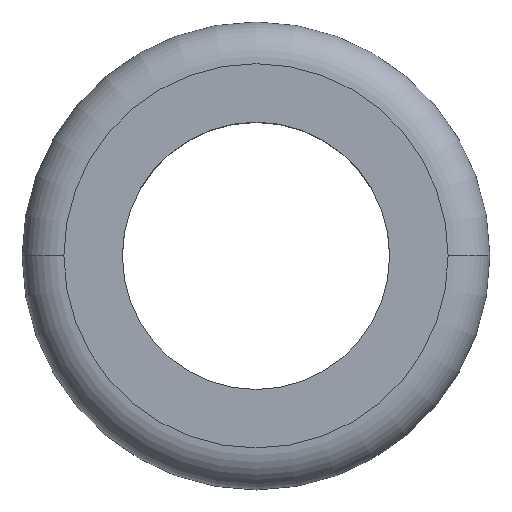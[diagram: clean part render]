
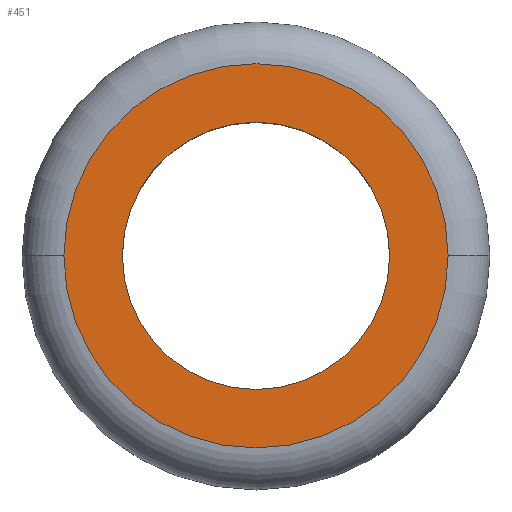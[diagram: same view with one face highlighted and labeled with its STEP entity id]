
A CAD part, top view. The second image highlights one B-rep face of the part: STEP entity #451.
In plain terms, the highlighted planar face has unit normal (0, 0, 1).
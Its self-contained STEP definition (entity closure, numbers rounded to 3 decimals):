
#16 = DIRECTION ( 'NONE',  ( -1., 0., 0. ) ) ;
#20 = CARTESIAN_POINT ( 'NONE',  ( 103.799, 0., 142.571 ) ) ;
#26 = CIRCLE ( 'NONE', #45, 4. ) ;
#37 = CARTESIAN_POINT ( 'NONE',  ( 98.049, 0., 142.571 ) ) ;
#38 = AXIS2_PLACEMENT_3D ( 'NONE', #139, #461, #287 ) ;
#40 = DIRECTION ( 'NONE',  ( 0., 0., -1. ) ) ;
#45 = AXIS2_PLACEMENT_3D ( 'NONE', #278, #460, #61 ) ;
#57 = ORIENTED_EDGE ( 'NONE', *, *, #394, .T. ) ;
#59 = VERTEX_POINT ( 'NONE', #246 ) ;
#61 = DIRECTION ( 'NONE',  ( -1., 0., 0. ) ) ;
#63 = EDGE_CURVE ( 'NONE', #184, #226, #364, .T. ) ;
#101 = VERTEX_POINT ( 'NONE', #210 ) ;
#120 = FACE_OUTER_BOUND ( 'NONE', #396, .T. ) ;
#139 = CARTESIAN_POINT ( 'NONE',  ( 107.799, 0., 142.571 ) ) ;
#184 = VERTEX_POINT ( 'NONE', #37 ) ;
#190 = CIRCLE ( 'NONE', #236, 5.75 ) ;
#195 = ORIENTED_EDGE ( 'NONE', *, *, #284, .T. ) ;
#197 = CARTESIAN_POINT ( 'NONE',  ( 109.549, 0., 142.571 ) ) ;
#200 = PLANE ( 'NONE',  #38 ) ;
#207 = FACE_BOUND ( 'NONE', #376, .T. ) ;
#210 = CARTESIAN_POINT ( 'NONE',  ( 99.799, 0., 142.571 ) ) ;
#218 = CARTESIAN_POINT ( 'NONE',  ( 103.799, 0., 142.571 ) ) ;
#226 = VERTEX_POINT ( 'NONE', #197 ) ;
#231 = DIRECTION ( 'NONE',  ( -1., 0., 0. ) ) ;
#236 = AXIS2_PLACEMENT_3D ( 'NONE', #353, #313, #231 ) ;
#246 = CARTESIAN_POINT ( 'NONE',  ( 107.799, 0., 142.571 ) ) ;
#278 = CARTESIAN_POINT ( 'NONE',  ( 103.799, 0., 142.571 ) ) ;
#284 = EDGE_CURVE ( 'NONE', #59, #101, #26, .T. ) ;
#287 = DIRECTION ( 'NONE',  ( -1., 0., 0. ) ) ;
#298 = ORIENTED_EDGE ( 'NONE', *, *, #63, .F. ) ;
#313 = DIRECTION ( 'NONE',  ( 0., 0., -1. ) ) ;
#345 = EDGE_CURVE ( 'NONE', #226, #184, #190, .T. ) ;
#352 = ORIENTED_EDGE ( 'NONE', *, *, #345, .F. ) ;
#353 = CARTESIAN_POINT ( 'NONE',  ( 103.799, 0., 142.571 ) ) ;
#357 = DIRECTION ( 'NONE',  ( 0., 0., -1. ) ) ;
#364 = CIRCLE ( 'NONE', #382, 5.75 ) ;
#369 = CIRCLE ( 'NONE', #391, 4. ) ;
#376 = EDGE_LOOP ( 'NONE', ( #57, #195 ) ) ;
#382 = AXIS2_PLACEMENT_3D ( 'NONE', #218, #40, #16 ) ;
#391 = AXIS2_PLACEMENT_3D ( 'NONE', #20, #357, #424 ) ;
#394 = EDGE_CURVE ( 'NONE', #101, #59, #369, .T. ) ;
#396 = EDGE_LOOP ( 'NONE', ( #298, #352 ) ) ;
#424 = DIRECTION ( 'NONE',  ( -1., 0., 0. ) ) ;
#451 = ADVANCED_FACE ( 'NONE', ( #120, #207 ), #200, .F. ) ;
#460 = DIRECTION ( 'NONE',  ( 0., 0., -1. ) ) ;
#461 = DIRECTION ( 'NONE',  ( 0., 0., -1. ) ) ;
